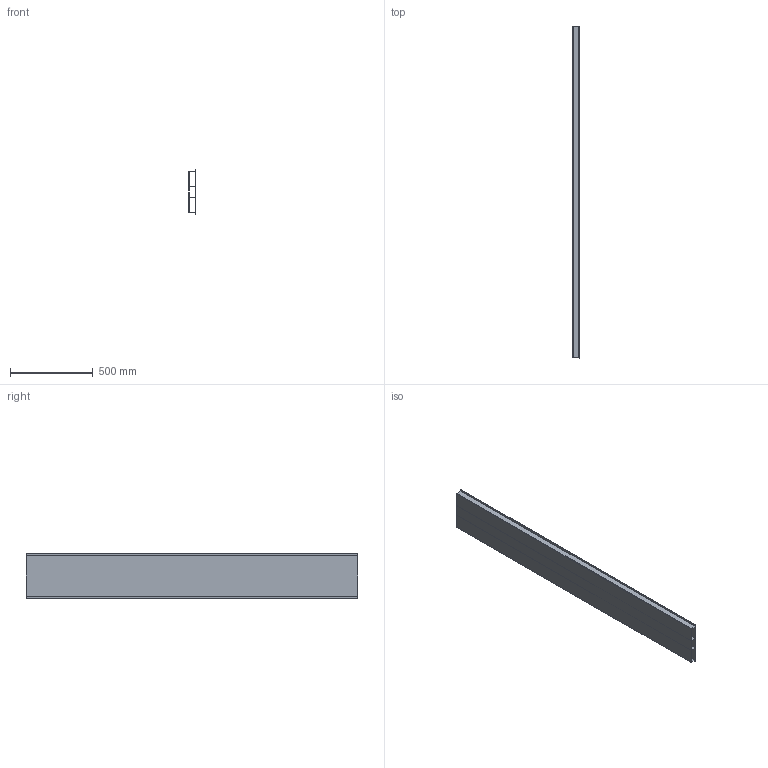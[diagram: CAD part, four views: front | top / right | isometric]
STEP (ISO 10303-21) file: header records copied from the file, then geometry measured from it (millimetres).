
FILE_DESCRIPTION (( 'STEP AP214' ), '1' );
FILE_NAME ('7400328_KSTP1.stp', '2016-07-12T08:43:17', ( '' ), ( '' ), 'SwSTEP 2.0', 'SolidWorks 2014', '' );
FILE_SCHEMA (( 'AUTOMOTIVE_DESIGN' ));
Length unit declared in the file: millimetre
Products named in the file (4): 7400328_KSTP1; 065141_7400328T1_OT f〉 S 25038; 42171B_F〉 h = 38 mm; 065140_7400312T1_UT f〉 S 25028_38_48 Seiten verdr…kt
Assembly tree (4 placements, depth 2):
  7400328_KSTP1
    065140_7400312T1_UT f〉 S 25028_38_48 Seiten verdr…kt
    42171B_F〉 h = 38 mm  x2
    065141_7400328T1_OT f〉 S 25038
Bounding box: 37.6 x 2000 x 271.4 mm (x, y, z)
Volume: 1102304.8 mm3; surface area: 2654351.9 mm2
Topology: 4 solids, 4 shells, 40 faces, 80 edges, 48 vertices
Faces by surface type: plane 36, cylinder 4
Entity records: 1014 total; most frequent: DIRECTION 158, CARTESIAN_POINT 149, ORIENTED_EDGE 136, EDGE_CURVE 68, LINE 60, VECTOR 60, AXIS2_PLACEMENT_3D 49, VERTEX_POINT 40
